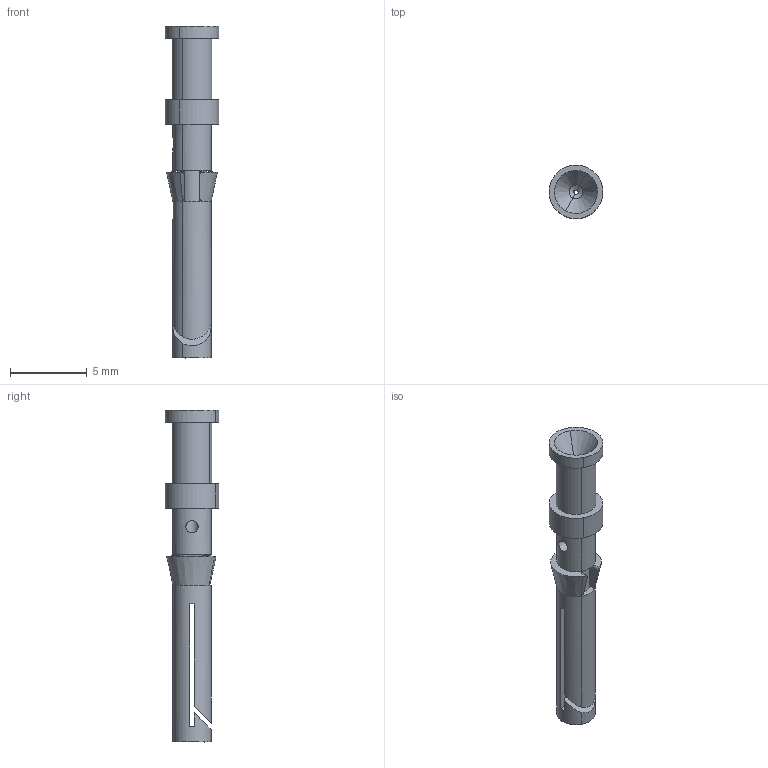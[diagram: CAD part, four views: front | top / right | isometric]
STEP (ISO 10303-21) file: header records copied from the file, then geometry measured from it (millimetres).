
FILE_DESCRIPTION(('CATIA V5 STEP Exchange','CAx-IF Rec.Pracs.--- Model Styling and Organization---1.4--- 2014-01-23'),'2;1');
FILE_NAME ('018166-3_2', '2019-10-25T14:33:03+00:00', ('none'), ('Weidmueller'), 'CATIA Version 5-6 Release 2016 SP3 HF44', 'CATIA V5 STEP AP214', 'none');
FILE_SCHEMA(('AUTOMOTIVE_DESIGN { 1 0 10303 214 1 1 1 1 }'));
Length unit declared in the file: millimetre
Products named in the file (1): 1651570000
Bounding box: 3.5 x 3.5 x 21.6 mm (x, y, z)
Volume: 84 mm3; surface area: 312.7 mm2
Topology: 1 solids, 1 shells, 72 faces, 193 edges, 122 vertices
Faces by surface type: plane 27, cylinder 21, cone 14, revolution 4, sphere 4, extrusion 2
Entity records: 2381 total; most frequent: CARTESIAN_POINT 702, ORIENTED_EDGE 386, DIRECTION 255, EDGE_CURVE 193, VERTEX_POINT 122, AXIS2_PLACEMENT_3D 118, VECTOR 84, LINE 82
